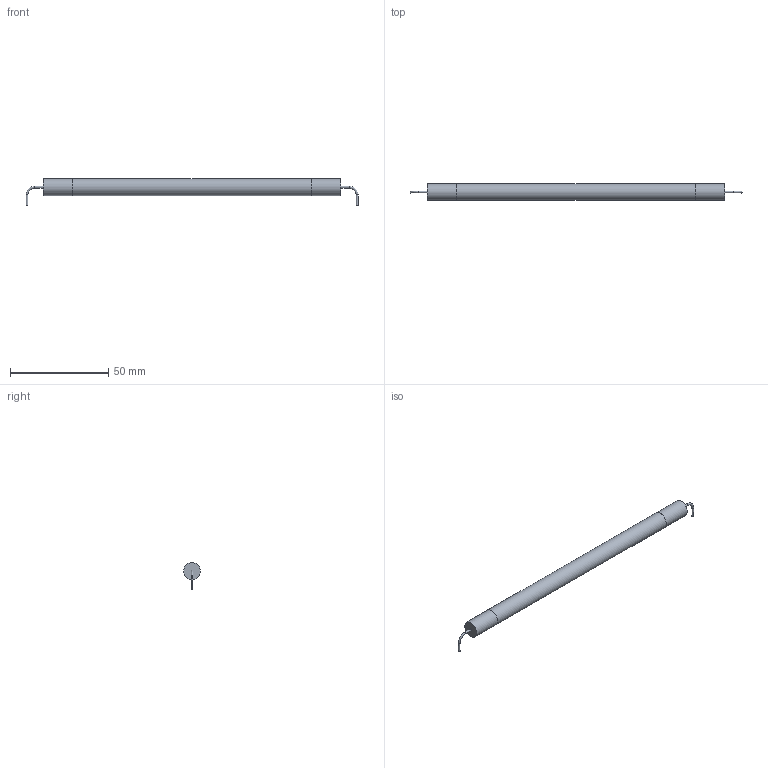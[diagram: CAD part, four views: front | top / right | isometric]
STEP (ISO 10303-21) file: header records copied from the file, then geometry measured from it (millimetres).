
FILE_DESCRIPTION(/* description */ (''),/* implementation_level */ '2;1');
FILE_NAME(/* name */ 'MOX97021004FVE',/* time_stamp */ '2019-12-10T11:24:47+01:00',/* author */ ('Marco R Bosco'),/* organization */ ('Autonomous Motion System S.L.'),/* preprocessor_version */ 'ST-DEVELOPER v16.7',/* originating_system */ 'Solid Edge',/* authorisation */ 'Unknown');
FILE_SCHEMA (('CONFIG_CONTROL_DESIGN'));
Length unit declared in the file: millimetre
Products named in the file (1): MOX97021004FVE
Bounding box: 169.29 x 8.64 x 13.59 mm (x, y, z)
Volume: 8886.5 mm3; surface area: 4328.9 mm2
Topology: 1 solids, 1 shells, 15 faces, 25 edges, 16 vertices
Faces by surface type: cylinder 7, plane 6, torus 2
Full cylindrical faces by diameter (mm): 1 x4, 8.55 x2, 8.636 x1
Entity records: 424 total; most frequent: DIRECTION 60, CARTESIAN_POINT 44, AXIS2_PLACEMENT_3D 30, ORIENTED_EDGE 28, EDGE_LOOP 28, FACE_BOUND 28, STYLED_ITEM 15, PRESENTATION_STYLE_ASSIGNMENT 15
